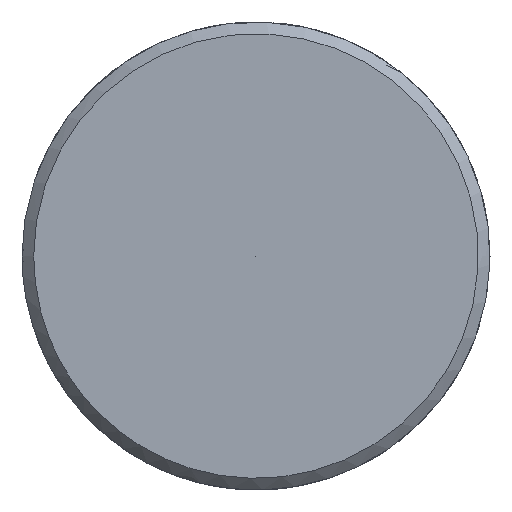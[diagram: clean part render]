
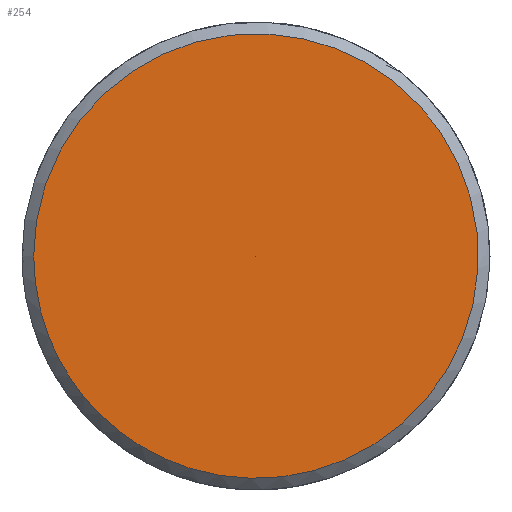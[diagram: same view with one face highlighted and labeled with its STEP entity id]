
A CAD part, left-side view. The second image highlights one B-rep face of the part: STEP entity #254.
In plain terms, the highlighted free-form (B-spline) face has degree [5, 1] with [6, 2] control points.
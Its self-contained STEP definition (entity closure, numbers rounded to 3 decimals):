
#182 = CARTESIAN_POINT ('', (-101.75, 5., 0.));
#183 = VERTEX_POINT ('', #182);
#193 = CARTESIAN_POINT ('', (-101.75, 5., 0.));
#194 = CARTESIAN_POINT ('', (-101.75, 5., 20.));
#195 = CARTESIAN_POINT ('', (-101.75, -15., 10.));
#196 = CARTESIAN_POINT ('', (-101.75, -15., -10.));
#197 = CARTESIAN_POINT ('', (-101.75, 5., -20.));
#198 = CARTESIAN_POINT ('', (-101.75, 5., 0.));
#199 = (
   BOUNDED_CURVE ()
   B_SPLINE_CURVE (5, (#193, #194, #195, #196, #197, #198), .UNSPECIFIED., .T., .U.)
   B_SPLINE_CURVE_WITH_KNOTS ((6, 6), (0., 1.), .UNSPECIFIED.)
   CURVE ()
   GEOMETRIC_REPRESENTATION_ITEM ()
   RATIONAL_B_SPLINE_CURVE ((5., 1., 1., 1., 1., 5.))
   REPRESENTATION_ITEM ('')
);
#200 = EDGE_CURVE ('', #183, #183, #199, .T.);
#230 = CARTESIAN_POINT ('', (-101.75, 0., 0.));
#231 = VERTEX_POINT ('', #230);
#232 = CARTESIAN_POINT ('', (-101.75, 5., 0.));
#233 = CARTESIAN_POINT ('', (-101.75, 0., 0.));
#234 = B_SPLINE_CURVE_WITH_KNOTS ('', 1, (#232, #233), .UNSPECIFIED., .F., .U., (2, 2), (0., 1.), .UNSPECIFIED.);
#235 = EDGE_CURVE ('', #183, #231, #234, .T.);
#236 = ORIENTED_EDGE ('', *, *, #235, .F.);
#237 = ORIENTED_EDGE ('', *, *, #200, .T.);
#238 = ORIENTED_EDGE ('', *, *, #235, .T.);
#239 = EDGE_LOOP ('', (#236, #237, #238));
#240 = FACE_OUTER_BOUND ('', #239, .T.);
#241 = CARTESIAN_POINT ('', (-101.75, 5., 0.));
#242 = CARTESIAN_POINT ('', (-101.75, 0., 0.));
#243 = CARTESIAN_POINT ('', (-101.75, 5., 20.));
#244 = CARTESIAN_POINT ('', (-101.75, 0., 0.));
#245 = CARTESIAN_POINT ('', (-101.75, -15., 10.));
#246 = CARTESIAN_POINT ('', (-101.75, 0., 0.));
#247 = CARTESIAN_POINT ('', (-101.75, -15., -10.));
#248 = CARTESIAN_POINT ('', (-101.75, 0., 0.));
#249 = CARTESIAN_POINT ('', (-101.75, 5., -20.));
#250 = CARTESIAN_POINT ('', (-101.75, 0., 0.));
#251 = CARTESIAN_POINT ('', (-101.75, 5., 0.));
#252 = CARTESIAN_POINT ('', (-101.75, 0., 0.));
#253 = (
   BOUNDED_SURFACE ()
   B_SPLINE_SURFACE (5, 1, ((#241, #242), (#243, #244), (#245, #246), (#247, #248), (#249, #250), (#251, #252)), .UNSPECIFIED., .T., .F., .U.)
   B_SPLINE_SURFACE_WITH_KNOTS ((6, 6), (2, 2), (0., 1.), (0., 1.), .UNSPECIFIED.)
   SURFACE ()
   GEOMETRIC_REPRESENTATION_ITEM ()
   RATIONAL_B_SPLINE_SURFACE (((5., 5.), (1., 1.), (1., 1.), (1., 1.), (1., 1.), (5., 5.)))
   REPRESENTATION_ITEM ('')
);
#254 = ADVANCED_FACE ('', (#240), #253, .T.);
